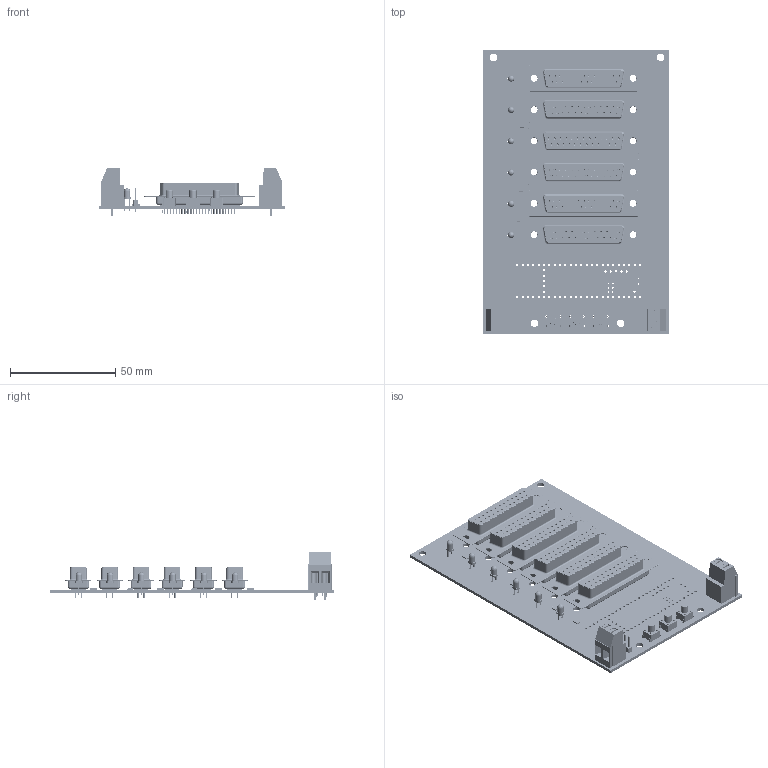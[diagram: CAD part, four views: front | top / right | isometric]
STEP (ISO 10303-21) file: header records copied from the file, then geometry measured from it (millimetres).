
FILE_DESCRIPTION(('KiCad electronic assembly'),'2;1');
FILE_NAME('Teensy_MotorShield.step','2025-11-20T14:25:47',('Pcbnew'),( 'Kicad'),'Open CASCADE STEP processor 7.9','KiCad to STEP converter' ,'Unknown');
FILE_SCHEMA(('AUTOMOTIVE_DESIGN { 1 0 10303 214 1 1 1 1 }'));
Length unit declared in the file: millimetre
Products named in the file (8): Teensy_MotorShield 1; LED_D3.0mm; R_1206_3216Metric; SW_PUSH_6mm_H7.3mm; DSUB-25_Socket_Vertical_P2.77x2.84mm_MountingHoles; TerminalBlock_Phoenix_MKDS-3-2-5.08_1x02_P5.08mm_Horizontal; PinHeader_1x02_P2.54mm_Vertical; Teensy_MotorShield_PCB
Assembly tree (25 placements, depth 2):
  Teensy_MotorShield 1
    LED_D3.0mm  x6
    R_1206_3216Metric  x6
    SW_PUSH_6mm_H7.3mm  x3
    DSUB-25_Socket_Vertical_P2.77x2.84mm_MountingHoles  x6
    TerminalBlock_Phoenix_MKDS-3-2-5.08_1x02_P5.08mm_Horizontal  x2
    PinHeader_1x02_P2.54mm_Vertical
    Teensy_MotorShield_PCB
Bounding box: 88.5 x 135 x 23 mm (x, y, z)
Volume: 43215.5 mm3; surface area: 49846.8 mm2
Topology: 25 solids, 25 shells, 2474 faces, 5844 edges, 3615 vertices
Faces by surface type: cylinder 982, plane 971, torus 249, cone 198, sphere 30, revolution 24, bspline 20
Full cylindrical faces by diameter (mm): 0.64 x150, 0.8 x8, 0.853 x150, 0.9 x12, 1 x164, 1.1 x71, 1.3 x4, 3 x6, 3.2 x24, 3.5 x3, 3.6 x4, 3.8 x4, 4 x4
Entity records: 30893 total; most frequent: CARTESIAN_POINT 4672, DIRECTION 4614, ORIENTED_EDGE 4096, EDGE_CURVE 2048, AXIS2_PLACEMENT_3D 1763, FACE_BOUND 1428, EDGE_LOOP 1428, VERTEX_POINT 1310
